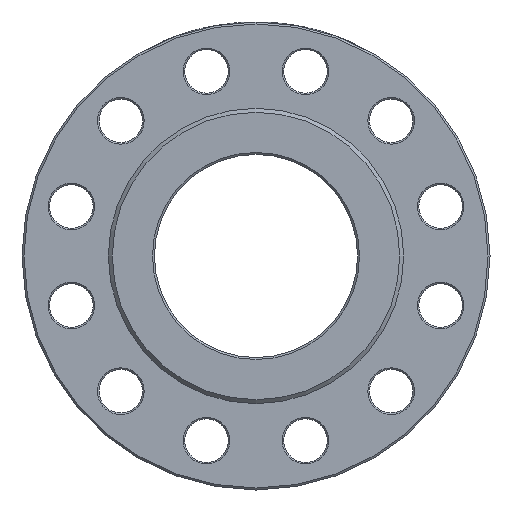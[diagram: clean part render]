
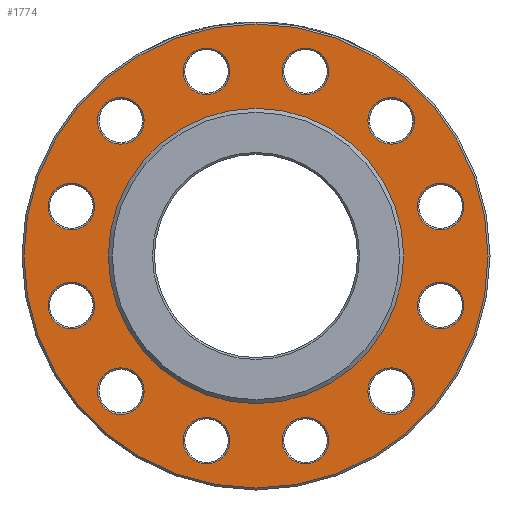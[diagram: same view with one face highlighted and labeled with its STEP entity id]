
A CAD part, left-side view. The second image highlights one B-rep face of the part: STEP entity #1774.
In plain terms, the highlighted planar face has unit normal (-1, 0, 0).
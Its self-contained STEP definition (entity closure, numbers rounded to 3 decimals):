
#25 = CARTESIAN_POINT ( 'NONE',  ( 3., -55.229, -140.059 ) ) ;
#45 = DIRECTION ( 'NONE',  ( 1., 0., 0. ) ) ;
#61 = VERTEX_POINT ( 'NONE', #5389 ) ;
#65 = ORIENTED_EDGE ( 'NONE', *, *, #5542, .T. ) ;
#82 = CARTESIAN_POINT ( 'NONE',  ( 3., 102.53, 102.53 ) ) ;
#153 = FACE_BOUND ( 'NONE', #2096, .T. ) ;
#211 = DIRECTION ( 'NONE',  ( 0., 0., -1. ) ) ;
#256 = FACE_BOUND ( 'NONE', #5634, .T. ) ;
#264 = EDGE_CURVE ( 'NONE', #61, #61, #2422, .T. ) ;
#300 = EDGE_LOOP ( 'NONE', ( #4651 ) ) ;
#345 = EDGE_CURVE ( 'NONE', #1052, #1052, #998, .T. ) ;
#358 = AXIS2_PLACEMENT_3D ( 'NONE', #5625, #2037, #454 ) ;
#374 = CARTESIAN_POINT ( 'NONE',  ( 3., 37.529, -140.059 ) ) ;
#380 = CARTESIAN_POINT ( 'NONE',  ( 3., 112., 0. ) ) ;
#411 = AXIS2_PLACEMENT_3D ( 'NONE', #82, #1074, #3215 ) ;
#420 = EDGE_CURVE ( 'NONE', #5947, #5947, #1909, .T. ) ;
#443 = ORIENTED_EDGE ( 'NONE', *, *, #1453, .T. ) ;
#452 = DIRECTION ( 'NONE',  ( 0., 0., -1. ) ) ;
#454 = DIRECTION ( 'NONE',  ( 0., -0.5, -0.866 ) ) ;
#521 = EDGE_LOOP ( 'NONE', ( #443 ) ) ;
#533 = CIRCLE ( 'NONE', #4564, 17.7 ) ;
#551 = EDGE_CURVE ( 'NONE', #2248, #2248, #3395, .T. ) ;
#595 = CARTESIAN_POINT ( 'NONE',  ( 3., 55.229, 140.059 ) ) ;
#598 = ORIENTED_EDGE ( 'NONE', *, *, #2876, .F. ) ;
#673 = EDGE_LOOP ( 'NONE', ( #65 ) ) ;
#758 = FACE_BOUND ( 'NONE', #4136, .T. ) ;
#814 = CARTESIAN_POINT ( 'NONE',  ( 3., 140.059, -37.529 ) ) ;
#827 = DIRECTION ( 'NONE',  ( 1., 0., 0. ) ) ;
#862 = DIRECTION ( 'NONE',  ( 0., -0.866, 0.5 ) ) ;
#874 = AXIS2_PLACEMENT_3D ( 'NONE', #6368, #1654, #1618 ) ;
#908 = DIRECTION ( 'NONE',  ( 0., -0.866, -0.5 ) ) ;
#961 = EDGE_CURVE ( 'NONE', #3235, #3235, #980, .T. ) ;
#980 = CIRCLE ( 'NONE', #411, 17.7 ) ;
#998 = CIRCLE ( 'NONE', #4927, 17.7 ) ;
#1052 = VERTEX_POINT ( 'NONE', #6437 ) ;
#1053 = PLANE ( 'NONE',  #6838 ) ;
#1074 = DIRECTION ( 'NONE',  ( 1., 0., 0. ) ) ;
#1091 = VERTEX_POINT ( 'NONE', #25 ) ;
#1143 = CARTESIAN_POINT ( 'NONE',  ( 3., -37.529, 140.059 ) ) ;
#1160 = CARTESIAN_POINT ( 'NONE',  ( 3., 117.859, 93.68 ) ) ;
#1321 = CARTESIAN_POINT ( 'NONE',  ( 3., 37.529, 140.059 ) ) ;
#1370 = AXIS2_PLACEMENT_3D ( 'NONE', #1321, #6004, #3948 ) ;
#1453 = EDGE_CURVE ( 'NONE', #3787, #3787, #3187, .T. ) ;
#1500 = DIRECTION ( 'NONE',  ( 0., 0.5, -0.866 ) ) ;
#1618 = DIRECTION ( 'NONE',  ( 0., 0., 1. ) ) ;
#1654 = DIRECTION ( 'NONE',  ( 1., 0., 0. ) ) ;
#1656 = CARTESIAN_POINT ( 'NONE',  ( 3., 0., 0. ) ) ;
#1694 = EDGE_CURVE ( 'NONE', #4799, #4799, #6502, .T. ) ;
#1696 = CARTESIAN_POINT ( 'NONE',  ( 3., -37.529, -140.059 ) ) ;
#1717 = AXIS2_PLACEMENT_3D ( 'NONE', #5510, #3520, #6592 ) ;
#1735 = AXIS2_PLACEMENT_3D ( 'NONE', #1143, #45, #6421 ) ;
#1762 = VERTEX_POINT ( 'NONE', #3341 ) ;
#1774 = ADVANCED_FACE ( 'NONE', ( #3324, #3430, #3840, #2800, #4932, #153, #2303, #5555, #6565, #758, #2905, #256, #5706, #6800 ), #1053, .F. ) ;
#1800 = ORIENTED_EDGE ( 'NONE', *, *, #1694, .T. ) ;
#1833 = CARTESIAN_POINT ( 'NONE',  ( 3., 22.2, -148.909 ) ) ;
#1909 = CIRCLE ( 'NONE', #4688, 17.7 ) ;
#1965 = DIRECTION ( 'NONE',  ( 0., -1., 0. ) ) ;
#2031 = CARTESIAN_POINT ( 'NONE',  ( 3., 140.059, 37.529 ) ) ;
#2037 = DIRECTION ( 'NONE',  ( 1., 0., 0. ) ) ;
#2050 = AXIS2_PLACEMENT_3D ( 'NONE', #374, #6759, #908 ) ;
#2070 = CIRCLE ( 'NONE', #2305, 17.7 ) ;
#2075 = DIRECTION ( 'NONE',  ( 0., 0., 1. ) ) ;
#2087 = CARTESIAN_POINT ( 'NONE',  ( 3., 0., -176. ) ) ;
#2096 = EDGE_LOOP ( 'NONE', ( #6197 ) ) ;
#2103 = CARTESIAN_POINT ( 'NONE',  ( 3., -22.2, 148.909 ) ) ;
#2173 = VERTEX_POINT ( 'NONE', #3376 ) ;
#2248 = VERTEX_POINT ( 'NONE', #4354 ) ;
#2288 = EDGE_LOOP ( 'NONE', ( #1800 ) ) ;
#2303 = FACE_BOUND ( 'NONE', #3994, .T. ) ;
#2305 = AXIS2_PLACEMENT_3D ( 'NONE', #5126, #827, #3335 ) ;
#2384 = ORIENTED_EDGE ( 'NONE', *, *, #551, .T. ) ;
#2391 = VERTEX_POINT ( 'NONE', #5016 ) ;
#2422 = CIRCLE ( 'NONE', #874, 17.7 ) ;
#2458 = ORIENTED_EDGE ( 'NONE', *, *, #6779, .T. ) ;
#2493 = EDGE_CURVE ( 'NONE', #1091, #1091, #533, .T. ) ;
#2517 = ORIENTED_EDGE ( 'NONE', *, *, #3886, .T. ) ;
#2800 = FACE_BOUND ( 'NONE', #521, .T. ) ;
#2874 = CIRCLE ( 'NONE', #3313, 17.7 ) ;
#2876 = EDGE_CURVE ( 'NONE', #2173, #2173, #4945, .T. ) ;
#2905 = FACE_BOUND ( 'NONE', #673, .T. ) ;
#2952 = VERTEX_POINT ( 'NONE', #2087 ) ;
#3187 = CIRCLE ( 'NONE', #1735, 17.7 ) ;
#3194 = EDGE_LOOP ( 'NONE', ( #2384 ) ) ;
#3199 = DIRECTION ( 'NONE',  ( 1., 0., 0. ) ) ;
#3215 = DIRECTION ( 'NONE',  ( 0., 0.866, -0.5 ) ) ;
#3235 = VERTEX_POINT ( 'NONE', #1160 ) ;
#3313 = AXIS2_PLACEMENT_3D ( 'NONE', #3556, #5683, #6776 ) ;
#3324 = FACE_BOUND ( 'NONE', #300, .T. ) ;
#3335 = DIRECTION ( 'NONE',  ( 0., -0.5, 0.866 ) ) ;
#3337 = ORIENTED_EDGE ( 'NONE', *, *, #5898, .T. ) ;
#3341 = CARTESIAN_POINT ( 'NONE',  ( 3., 93.68, -117.859 ) ) ;
#3376 = CARTESIAN_POINT ( 'NONE',  ( 3., 0., 112. ) ) ;
#3395 = CIRCLE ( 'NONE', #5159, 17.7 ) ;
#3430 = FACE_BOUND ( 'NONE', #5236, .T. ) ;
#3520 = DIRECTION ( 'NONE',  ( -1., 0., 0. ) ) ;
#3556 = CARTESIAN_POINT ( 'NONE',  ( 3., -102.53, 102.53 ) ) ;
#3664 = EDGE_CURVE ( 'NONE', #2391, #2391, #2070, .T. ) ;
#3726 = CIRCLE ( 'NONE', #2050, 17.7 ) ;
#3787 = VERTEX_POINT ( 'NONE', #2103 ) ;
#3831 = DIRECTION ( 'NONE',  ( 1., 0., 0. ) ) ;
#3840 = FACE_BOUND ( 'NONE', #2288, .T. ) ;
#3886 = EDGE_CURVE ( 'NONE', #5079, #5079, #2874, .T. ) ;
#3937 = AXIS2_PLACEMENT_3D ( 'NONE', #1656, #4699, #2075 ) ;
#3948 = DIRECTION ( 'NONE',  ( 0., 1., 0. ) ) ;
#3994 = EDGE_LOOP ( 'NONE', ( #5207 ) ) ;
#4136 = EDGE_LOOP ( 'NONE', ( #3337 ) ) ;
#4166 = DIRECTION ( 'NONE',  ( 1., 0., 0. ) ) ;
#4348 = EDGE_LOOP ( 'NONE', ( #2517 ) ) ;
#4354 = CARTESIAN_POINT ( 'NONE',  ( 3., -117.859, -93.68 ) ) ;
#4457 = CARTESIAN_POINT ( 'NONE',  ( 3., -93.68, 117.859 ) ) ;
#4479 = DIRECTION ( 'NONE',  ( 1., 0., 0. ) ) ;
#4564 = AXIS2_PLACEMENT_3D ( 'NONE', #1696, #3831, #1965 ) ;
#4645 = ORIENTED_EDGE ( 'NONE', *, *, #2493, .T. ) ;
#4651 = ORIENTED_EDGE ( 'NONE', *, *, #420, .T. ) ;
#4688 = AXIS2_PLACEMENT_3D ( 'NONE', #2031, #4166, #1500 ) ;
#4699 = DIRECTION ( 'NONE',  ( -1., 0., 0. ) ) ;
#4725 = CIRCLE ( 'NONE', #1717, 176. ) ;
#4799 = VERTEX_POINT ( 'NONE', #595 ) ;
#4927 = AXIS2_PLACEMENT_3D ( 'NONE', #814, #5021, #211 ) ;
#4932 = FACE_BOUND ( 'NONE', #4348, .T. ) ;
#4945 = CIRCLE ( 'NONE', #3937, 112. ) ;
#5016 = CARTESIAN_POINT ( 'NONE',  ( 3., -148.909, -22.2 ) ) ;
#5021 = DIRECTION ( 'NONE',  ( 1., 0., 0. ) ) ;
#5079 = VERTEX_POINT ( 'NONE', #4457 ) ;
#5126 = CARTESIAN_POINT ( 'NONE',  ( 3., -140.059, -37.529 ) ) ;
#5159 = AXIS2_PLACEMENT_3D ( 'NONE', #5660, #4479, #862 ) ;
#5171 = CIRCLE ( 'NONE', #358, 17.7 ) ;
#5207 = ORIENTED_EDGE ( 'NONE', *, *, #3664, .T. ) ;
#5236 = EDGE_LOOP ( 'NONE', ( #6609 ) ) ;
#5389 = CARTESIAN_POINT ( 'NONE',  ( 3., -140.059, 55.229 ) ) ;
#5510 = CARTESIAN_POINT ( 'NONE',  ( 3., 0., 0. ) ) ;
#5542 = EDGE_CURVE ( 'NONE', #1762, #1762, #5171, .T. ) ;
#5555 = FACE_BOUND ( 'NONE', #3194, .T. ) ;
#5625 = CARTESIAN_POINT ( 'NONE',  ( 3., 102.53, -102.53 ) ) ;
#5634 = EDGE_LOOP ( 'NONE', ( #5910 ) ) ;
#5660 = CARTESIAN_POINT ( 'NONE',  ( 3., -102.53, -102.53 ) ) ;
#5667 = EDGE_LOOP ( 'NONE', ( #598 ) ) ;
#5683 = DIRECTION ( 'NONE',  ( 1., 0., 0. ) ) ;
#5706 = FACE_OUTER_BOUND ( 'NONE', #6054, .T. ) ;
#5898 = EDGE_CURVE ( 'NONE', #6653, #6653, #3726, .T. ) ;
#5910 = ORIENTED_EDGE ( 'NONE', *, *, #345, .T. ) ;
#5947 = VERTEX_POINT ( 'NONE', #6364 ) ;
#6004 = DIRECTION ( 'NONE',  ( 1., 0., 0. ) ) ;
#6054 = EDGE_LOOP ( 'NONE', ( #2458 ) ) ;
#6197 = ORIENTED_EDGE ( 'NONE', *, *, #264, .T. ) ;
#6364 = CARTESIAN_POINT ( 'NONE',  ( 3., 148.909, 22.2 ) ) ;
#6368 = CARTESIAN_POINT ( 'NONE',  ( 3., -140.059, 37.529 ) ) ;
#6421 = DIRECTION ( 'NONE',  ( 0., 0.866, 0.5 ) ) ;
#6437 = CARTESIAN_POINT ( 'NONE',  ( 3., 140.059, -55.229 ) ) ;
#6502 = CIRCLE ( 'NONE', #1370, 17.7 ) ;
#6565 = FACE_BOUND ( 'NONE', #6790, .T. ) ;
#6592 = DIRECTION ( 'NONE',  ( 0., 0., -1. ) ) ;
#6609 = ORIENTED_EDGE ( 'NONE', *, *, #961, .T. ) ;
#6653 = VERTEX_POINT ( 'NONE', #1833 ) ;
#6759 = DIRECTION ( 'NONE',  ( 1., 0., 0. ) ) ;
#6776 = DIRECTION ( 'NONE',  ( 0., 0.5, 0.866 ) ) ;
#6779 = EDGE_CURVE ( 'NONE', #2952, #2952, #4725, .T. ) ;
#6790 = EDGE_LOOP ( 'NONE', ( #4645 ) ) ;
#6800 = FACE_BOUND ( 'NONE', #5667, .T. ) ;
#6838 = AXIS2_PLACEMENT_3D ( 'NONE', #380, #3199, #452 ) ;
